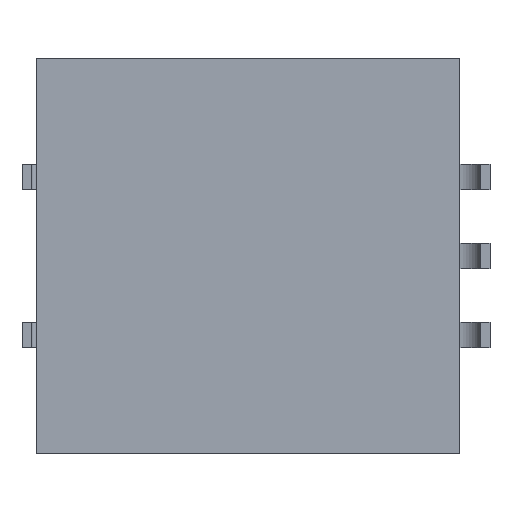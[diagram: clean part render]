
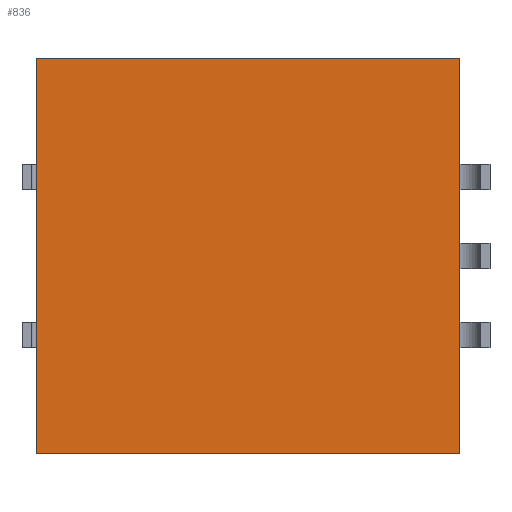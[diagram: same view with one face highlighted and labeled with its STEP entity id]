
A CAD part, front view. The second image highlights one B-rep face of the part: STEP entity #836.
In plain terms, the highlighted planar face has unit normal (0, -1, 0).
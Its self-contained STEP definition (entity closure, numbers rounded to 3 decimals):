
#80=FACE_OUTER_BOUND('',#134,.T.);
#134=EDGE_LOOP('',(#751,#752,#753,#754));
#237=LINE('',#1375,#325);
#241=LINE('',#1383,#329);
#244=LINE('',#1389,#332);
#247=LINE('',#1394,#335);
#325=VECTOR('',#1138,10.);
#329=VECTOR('',#1144,10.);
#332=VECTOR('',#1149,10.);
#335=VECTOR('',#1154,10.);
#405=VERTEX_POINT('',#1373);
#406=VERTEX_POINT('',#1374);
#409=VERTEX_POINT('',#1382);
#411=VERTEX_POINT('',#1388);
#515=EDGE_CURVE('',#405,#406,#237,.T.);
#519=EDGE_CURVE('',#409,#405,#241,.T.);
#522=EDGE_CURVE('',#411,#409,#244,.T.);
#525=EDGE_CURVE('',#406,#411,#247,.T.);
#751=ORIENTED_EDGE('',*,*,#525,.F.);
#752=ORIENTED_EDGE('',*,*,#515,.F.);
#753=ORIENTED_EDGE('',*,*,#519,.F.);
#754=ORIENTED_EDGE('',*,*,#522,.F.);
#789=PLANE('',#923);
#836=ADVANCED_FACE('',(#80),#789,.F.);
#923=AXIS2_PLACEMENT_3D('',#1397,#1158,#1159);
#1138=DIRECTION('',(-1.,0.,0.));
#1144=DIRECTION('',(0.,0.,-1.));
#1149=DIRECTION('',(1.,0.,0.));
#1154=DIRECTION('',(0.,0.,1.));
#1158=DIRECTION('center_axis',(0.,1.,0.));
#1159=DIRECTION('ref_axis',(1.,0.,0.));
#1373=CARTESIAN_POINT('',(13.4,0.,-12.5));
#1374=CARTESIAN_POINT('',(0.,0.,-12.5));
#1375=CARTESIAN_POINT('',(13.4,0.,-12.5));
#1382=CARTESIAN_POINT('',(13.4,0.,0.));
#1383=CARTESIAN_POINT('',(13.4,0.,0.));
#1388=CARTESIAN_POINT('',(0.,0.,0.));
#1389=CARTESIAN_POINT('',(0.,0.,0.));
#1394=CARTESIAN_POINT('',(0.,0.,-12.5));
#1397=CARTESIAN_POINT('Origin',(6.7,0.,-6.25));
